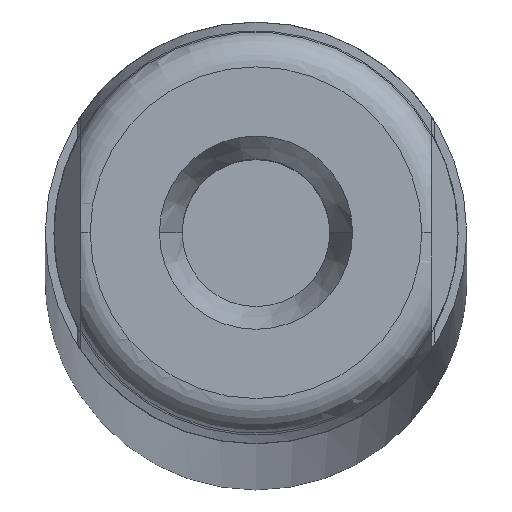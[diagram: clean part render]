
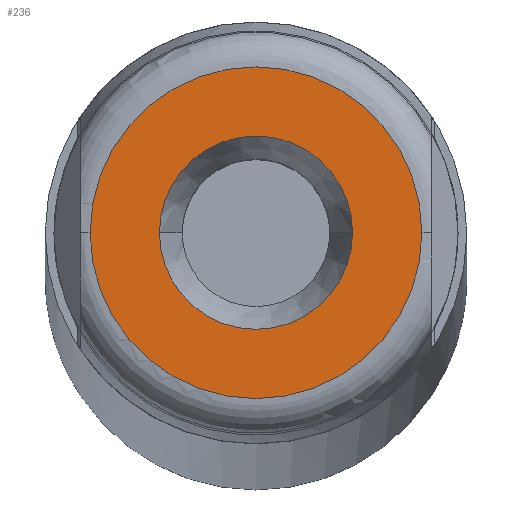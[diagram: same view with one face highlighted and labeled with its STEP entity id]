
A CAD part, top view. The second image highlights one B-rep face of the part: STEP entity #236.
In plain terms, the highlighted planar face has unit normal (0, 0, 1).
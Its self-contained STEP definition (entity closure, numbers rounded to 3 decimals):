
#1 = VERTEX_POINT ( 'NONE', #460 ) ;
#30 = EDGE_CURVE ( 'NONE', #176, #1, #321, .T. ) ;
#143 = EDGE_LOOP ( 'NONE', ( #225, #237 ) ) ;
#151 = EDGE_CURVE ( 'NONE', #1, #176, #890, .T. ) ;
#176 = VERTEX_POINT ( 'NONE', #987 ) ;
#225 = ORIENTED_EDGE ( 'NONE', *, *, #151, .F. ) ;
#227 = ORIENTED_EDGE ( 'NONE', *, *, #263, .T. ) ;
#229 = ORIENTED_EDGE ( 'NONE', *, *, #230, .T. ) ;
#230 = EDGE_CURVE ( 'NONE', #261, #264, #1556, .T. ) ;
#236 = ADVANCED_FACE ( 'NONE', ( #1531, #1533 ), #1516, .F. ) ;
#237 = ORIENTED_EDGE ( 'NONE', *, *, #30, .F. ) ;
#238 = EDGE_LOOP ( 'NONE', ( #227, #229 ) ) ;
#261 = VERTEX_POINT ( 'NONE', #1078 ) ;
#263 = EDGE_CURVE ( 'NONE', #264, #261, #1077, .T. ) ;
#264 = VERTEX_POINT ( 'NONE', #1205 ) ;
#317 = DIRECTION ( 'NONE',  ( 1., 0., 0. ) ) ;
#318 = DIRECTION ( 'NONE',  ( 0., 0., 1. ) ) ;
#319 = CARTESIAN_POINT ( 'NONE',  ( 0., 0., 0. ) ) ;
#320 = AXIS2_PLACEMENT_3D ( 'NONE', #319, #318, #317 ) ;
#321 = CIRCLE ( 'NONE', #320, 2.75 ) ;
#460 = CARTESIAN_POINT ( 'NONE',  ( 2.75, 0., 0. ) ) ;
#886 = DIRECTION ( 'NONE',  ( 1., 0., 0. ) ) ;
#887 = DIRECTION ( 'NONE',  ( 0., 0., 1. ) ) ;
#888 = CARTESIAN_POINT ( 'NONE',  ( 0., 0., 0. ) ) ;
#889 = AXIS2_PLACEMENT_3D ( 'NONE', #888, #887, #886 ) ;
#890 = CIRCLE ( 'NONE', #889, 2.75 ) ;
#987 = CARTESIAN_POINT ( 'NONE',  ( -2.75, 0., 0. ) ) ;
#1076 = CARTESIAN_POINT ( 'NONE',  ( 0., 0., 0. ) ) ;
#1077 = CIRCLE ( 'NONE', #1208, 4.72 ) ;
#1078 = CARTESIAN_POINT ( 'NONE',  ( -4.72, 0., 0. ) ) ;
#1205 = CARTESIAN_POINT ( 'NONE',  ( 4.72, 0., 0. ) ) ;
#1206 = DIRECTION ( 'NONE',  ( 1., 0., 0. ) ) ;
#1207 = DIRECTION ( 'NONE',  ( 0., 0., 1. ) ) ;
#1208 = AXIS2_PLACEMENT_3D ( 'NONE', #1076, #1207, #1206 ) ;
#1516 = PLANE ( 'NONE',  #1532 ) ;
#1531 = FACE_BOUND ( 'NONE', #143, .T. ) ;
#1532 = AXIS2_PLACEMENT_3D ( 'NONE', #1537, #1536, #1535 ) ;
#1533 = FACE_OUTER_BOUND ( 'NONE', #238, .T. ) ;
#1535 = DIRECTION ( 'NONE',  ( -1., 0., 0. ) ) ;
#1536 = DIRECTION ( 'NONE',  ( 0., 0., -1. ) ) ;
#1537 = CARTESIAN_POINT ( 'NONE',  ( 0., 0., 0. ) ) ;
#1552 = DIRECTION ( 'NONE',  ( 1., 0., 0. ) ) ;
#1553 = DIRECTION ( 'NONE',  ( 0., 0., 1. ) ) ;
#1554 = CARTESIAN_POINT ( 'NONE',  ( 0., 0., 0. ) ) ;
#1555 = AXIS2_PLACEMENT_3D ( 'NONE', #1554, #1553, #1552 ) ;
#1556 = CIRCLE ( 'NONE', #1555, 4.72 ) ;
